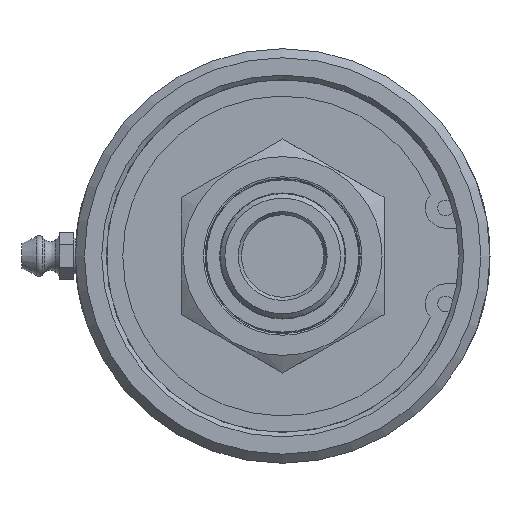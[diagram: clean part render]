
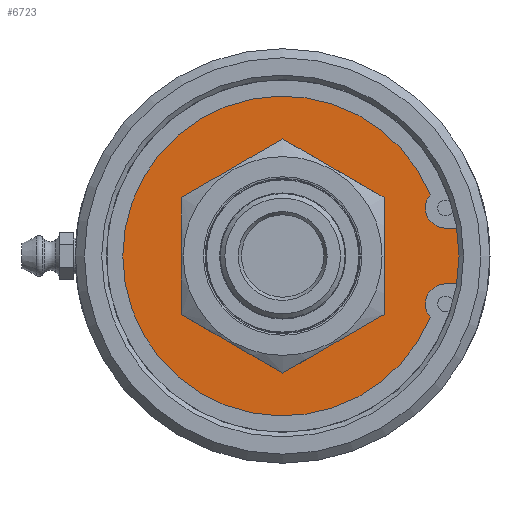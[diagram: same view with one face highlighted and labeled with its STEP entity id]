
A CAD part, left-side view. The second image highlights one B-rep face of the part: STEP entity #6723.
In plain terms, the highlighted planar face has unit normal (-1, 0, 0).
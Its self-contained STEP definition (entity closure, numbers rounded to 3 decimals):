
#94=FACE_BOUND('',#1543,.T.);
#1127=FACE_OUTER_BOUND('',#1542,.T.);
#1542=EDGE_LOOP('',(#6128,#6129,#6130,#6131,#6132,#6133,#6134));
#1543=EDGE_LOOP('',(#6135,#6136));
#1796=CIRCLE('',#7210,17.5);
#1797=CIRCLE('',#7211,17.5);
#1810=CIRCLE('',#7230,3.556);
#1812=CIRCLE('',#7233,28.142);
#1814=CIRCLE('',#7236,3.556);
#1816=CIRCLE('',#7241,33.45);
#1817=CIRCLE('',#7242,33.45);
#2199=LINE('',#50769,#2576);
#2204=LINE('',#50779,#2581);
#2576=VECTOR('',#8561,10.);
#2581=VECTOR('',#8568,10.);
#3214=VERTEX_POINT('',#50711);
#3215=VERTEX_POINT('',#50712);
#3228=VERTEX_POINT('',#50766);
#3229=VERTEX_POINT('',#50768);
#3232=VERTEX_POINT('',#50776);
#3233=VERTEX_POINT('',#50778);
#3234=VERTEX_POINT('',#50782);
#3236=VERTEX_POINT('',#50788);
#3238=VERTEX_POINT('',#50799);
#4181=EDGE_CURVE('',#3214,#3215,#1796,.T.);
#4182=EDGE_CURVE('',#3215,#3214,#1797,.T.);
#4201=EDGE_CURVE('',#3229,#3228,#2199,.T.);
#4206=EDGE_CURVE('',#3233,#3232,#2204,.T.);
#4208=EDGE_CURVE('',#3232,#3234,#1810,.T.);
#4211=EDGE_CURVE('',#3234,#3236,#1812,.T.);
#4214=EDGE_CURVE('',#3236,#3229,#1814,.T.);
#4216=EDGE_CURVE('',#3238,#3228,#1816,.T.);
#4217=EDGE_CURVE('',#3233,#3238,#1817,.T.);
#6128=ORIENTED_EDGE('',*,*,#4206,.T.);
#6129=ORIENTED_EDGE('',*,*,#4208,.T.);
#6130=ORIENTED_EDGE('',*,*,#4211,.T.);
#6131=ORIENTED_EDGE('',*,*,#4214,.T.);
#6132=ORIENTED_EDGE('',*,*,#4201,.T.);
#6133=ORIENTED_EDGE('',*,*,#4216,.F.);
#6134=ORIENTED_EDGE('',*,*,#4217,.F.);
#6135=ORIENTED_EDGE('',*,*,#4181,.T.);
#6136=ORIENTED_EDGE('',*,*,#4182,.T.);
#6365=PLANE('',#7240);
#6723=ADVANCED_FACE('',(#1127,#94),#6365,.T.);
#7210=AXIS2_PLACEMENT_3D('',#50713,#8521,#8522);
#7211=AXIS2_PLACEMENT_3D('',#50714,#8523,#8524);
#7230=AXIS2_PLACEMENT_3D('',#50783,#8572,#8573);
#7233=AXIS2_PLACEMENT_3D('',#50789,#8579,#8580);
#7236=AXIS2_PLACEMENT_3D('',#50794,#8586,#8587);
#7240=AXIS2_PLACEMENT_3D('',#50798,#8594,#8595);
#7241=AXIS2_PLACEMENT_3D('',#50800,#8596,#8597);
#7242=AXIS2_PLACEMENT_3D('',#50801,#8598,#8599);
#8521=DIRECTION('center_axis',(1.,0.,0.));
#8522=DIRECTION('ref_axis',(0.,1.,0.));
#8523=DIRECTION('center_axis',(1.,0.,0.));
#8524=DIRECTION('ref_axis',(0.,1.,0.));
#8561=DIRECTION('',(0.,-1.,0.));
#8568=DIRECTION('',(0.,1.,0.));
#8572=DIRECTION('center_axis',(1.,0.,0.));
#8573=DIRECTION('ref_axis',(0.,0.754,0.657));
#8579=DIRECTION('center_axis',(-1.,0.,0.));
#8580=DIRECTION('ref_axis',(0.,0.924,-0.384));
#8586=DIRECTION('center_axis',(1.,0.,0.));
#8587=DIRECTION('ref_axis',(0.,0.,1.));
#8594=DIRECTION('center_axis',(-1.,0.,0.));
#8595=DIRECTION('ref_axis',(0.,0.,1.));
#8596=DIRECTION('center_axis',(1.,0.,0.));
#8597=DIRECTION('ref_axis',(0.,1.,0.));
#8598=DIRECTION('center_axis',(1.,0.,0.));
#8599=DIRECTION('ref_axis',(0.,1.,0.));
#50711=CARTESIAN_POINT('',(4.7,17.5,0.));
#50712=CARTESIAN_POINT('',(4.7,-17.5,0.));
#50713=CARTESIAN_POINT('Origin',(4.7,0.,0.));
#50714=CARTESIAN_POINT('Origin',(4.7,0.,0.));
#50766=CARTESIAN_POINT('',(4.7,-33.089,-4.902));
#50768=CARTESIAN_POINT('',(4.7,-28.672,-4.902));
#50769=CARTESIAN_POINT('',(4.7,-4.407,-4.902));
#50776=CARTESIAN_POINT('',(4.7,-28.672,4.902));
#50778=CARTESIAN_POINT('',(4.7,-33.089,4.902));
#50779=CARTESIAN_POINT('',(4.7,-2.199,4.902));
#50782=CARTESIAN_POINT('',(4.7,-25.99,10.793));
#50783=CARTESIAN_POINT('Origin',(4.7,-28.672,8.458));
#50788=CARTESIAN_POINT('',(4.7,-25.99,-10.793));
#50789=CARTESIAN_POINT('Origin',(4.7,0.,0.));
#50794=CARTESIAN_POINT('Origin',(4.7,-28.672,-8.458));
#50798=CARTESIAN_POINT('Origin',(4.7,24.275,0.));
#50799=CARTESIAN_POINT('',(4.7,-33.45,0.));
#50800=CARTESIAN_POINT('Origin',(4.7,0.,0.));
#50801=CARTESIAN_POINT('Origin',(4.7,0.,0.));
